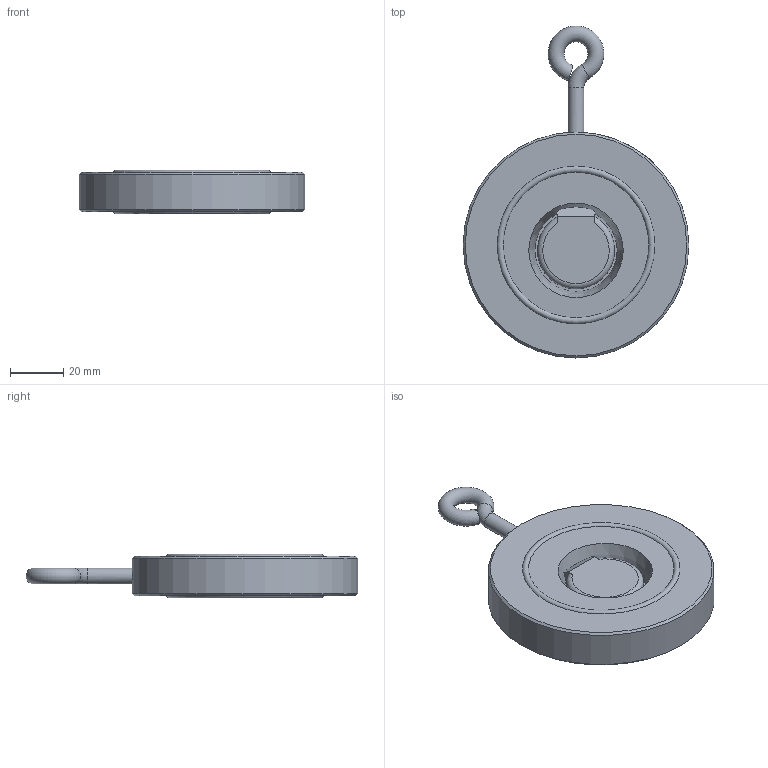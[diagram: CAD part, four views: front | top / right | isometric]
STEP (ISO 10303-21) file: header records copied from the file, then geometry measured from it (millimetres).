
FILE_DESCRIPTION (( 'STEP AP214' ), '1' );
FILE_NAME ('920-32-01^920-32-01BGS.STEP', '2017-10-11T12:48:59', ( 'eh' ), ( 'Hewlett-Packard Company' ), 'SwSTEP 2.0', 'SolidWorks 2015', '' );
FILE_SCHEMA (( 'AUTOMOTIVE_DESIGN' ));
Length unit declared in the file: millimetre
Products named in the file (1): 920-32-01^920-32-01BGS
Bounding box: 85 x 124.98 x 16.4 mm (x, y, z)
Volume: 81160.6 mm3; surface area: 18647.7 mm2
Topology: 1 solids, 2 shells, 113 faces, 291 edges, 193 vertices
Faces by surface type: bspline 47, plane 41, cylinder 12, torus 9, cone 4
Full cylindrical faces by diameter (mm): 5 x1, 6 x1, 18 x1, 85 x1
Entity records: 8086 total; most frequent: CARTESIAN_POINT 5750, ORIENTED_EDGE 540, DIRECTION 293, EDGE_CURVE 270, VERTEX_POINT 188, B_SPLINE_CURVE_WITH_KNOTS 169, EDGE_LOOP 144, AXIS2_PLACEMENT_3D 126
